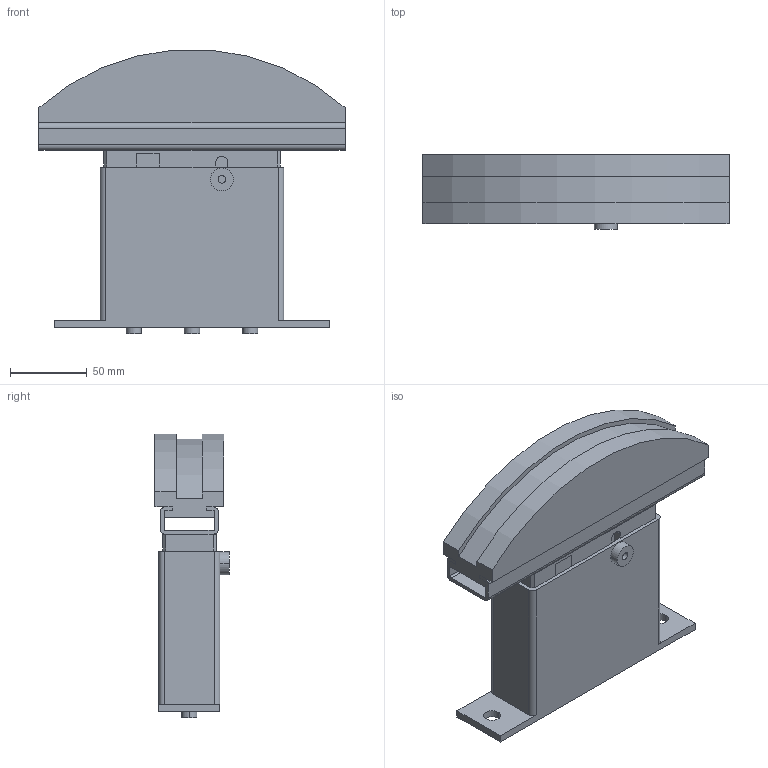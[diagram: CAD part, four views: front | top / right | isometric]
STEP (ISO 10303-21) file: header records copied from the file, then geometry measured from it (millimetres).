
FILE_DESCRIPTION(('STEP AP214'),'1');
FILE_NAME('cctmp_18500013-A6FA-4ED9-9488-D8B4E0383177_2023_6_22_11_58_17_838..stp','2023-06-22T09:58:17',('Murtfeldt Kunststoffe GmbH & Co.KG'),('CADClick - www.CADClick.com'),'Spatial InterOp 3D',' ','unknown authorization');
FILE_SCHEMA(('AUTOMOTIVE_DESIGN'));
Length unit declared in the file: millimetre
Products named in the file (1): 281020216
Bounding box: 200 x 48.5 x 185.51 mm (x, y, z)
Volume: 905404.6 mm3; surface area: 123083 mm2
Topology: 1 solids, 1 shells, 112 faces, 326 edges, 212 vertices
Faces by surface type: plane 77, cylinder 35
Entity records: 4632 total; most frequent: ORIENTED_EDGE 652, CARTESIAN_POINT 651, DIRECTION 630, EDGE_CURVE 326, LINE 248, VECTOR 248, VERTEX_POINT 212, AXIS2_PLACEMENT_3D 191
